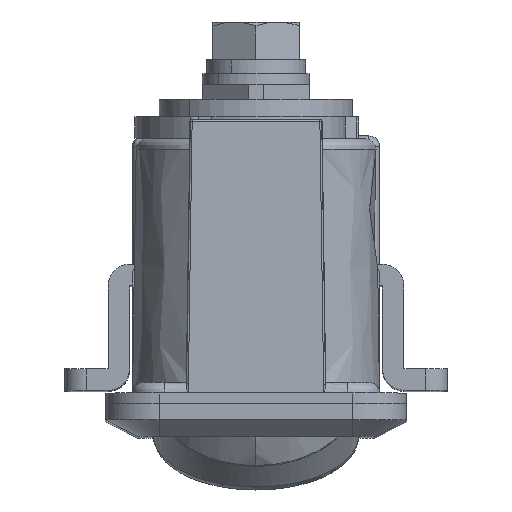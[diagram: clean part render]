
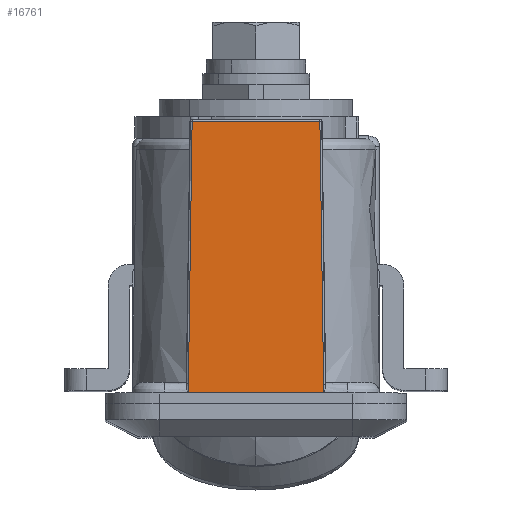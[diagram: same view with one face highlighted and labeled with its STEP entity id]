
A CAD part, top view. The second image highlights one B-rep face of the part: STEP entity #16761.
In plain terms, the highlighted free-form (B-spline) face has degree [1, 1] with [2, 2] control points.
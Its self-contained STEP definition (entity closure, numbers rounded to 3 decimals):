
#16484=CARTESIAN_POINT('',(5.936,26.255,10.88));
#16485=VERTEX_POINT('',#16484);
#16552=CARTESIAN_POINT('',(-5.935,26.255,10.88));
#16553=VERTEX_POINT('',#16552);
#16563=CARTESIAN_POINT('',(5.936,26.255,10.88));
#16564=CARTESIAN_POINT('',(-5.935,26.255,10.88));
#16565=QUASI_UNIFORM_CURVE('',1,(#16563,#16564),.UNSPECIFIED.,.F.,.U.);
#16566=EDGE_CURVE('',#16485,#16553,#16565,.T.);
#16587=CARTESIAN_POINT('',(6.293,1.049,11.499));
#16588=VERTEX_POINT('',#16587);
#16618=CARTESIAN_POINT('',(6.293,1.049,11.499));
#16619=CARTESIAN_POINT('',(5.936,26.255,10.88));
#16620=QUASI_UNIFORM_CURVE('',1,(#16618,#16619),.UNSPECIFIED.,.F.,.U.);
#16621=EDGE_CURVE('',#16588,#16485,#16620,.T.);
#16681=CARTESIAN_POINT('',(-6.292,1.049,11.499));
#16682=VERTEX_POINT('',#16681);
#16710=CARTESIAN_POINT('',(-5.935,26.255,10.88));
#16711=CARTESIAN_POINT('',(-6.292,1.049,11.499));
#16712=QUASI_UNIFORM_CURVE('',1,(#16710,#16711),.UNSPECIFIED.,.F.,.U.);
#16713=EDGE_CURVE('',#16553,#16682,#16712,.T.);
#16718=CARTESIAN_POINT('',(8.799,-0.261,11.531));
#16719=CARTESIAN_POINT('',(8.799,27.516,10.85));
#16720=CARTESIAN_POINT('',(-8.799,-0.261,11.531));
#16721=CARTESIAN_POINT('',(-8.799,27.516,10.85));
#16722=B_SPLINE_SURFACE_WITH_KNOTS('',1,1,((#16718,#16720),(#16719,#16721)),.UNSPECIFIED.,.F.,.F.,.U.,(2,2),(2,2),(0.0,27.786),(0.0,17.598),.UNSPECIFIED.);
#16723=ORIENTED_EDGE('',*,*,#16713,.T.);
#16724=CARTESIAN_POINT('',(-8.0,1.049,11.499));
#16725=VERTEX_POINT('',#16724);
#16726=CARTESIAN_POINT('',(-8.0,1.049,11.499));
#16727=CARTESIAN_POINT('',(-6.292,1.049,11.499));
#16728=QUASI_UNIFORM_CURVE('',1,(#16726,#16727),.UNSPECIFIED.,.F.,.U.);
#16729=EDGE_CURVE('',#16725,#16682,#16728,.T.);
#16730=ORIENTED_EDGE('',*,*,#16729,.F.);
#16731=CARTESIAN_POINT('',(-8.0,1.0,11.5));
#16732=VERTEX_POINT('',#16731);
#16733=CARTESIAN_POINT('',(-8.0,1.0,11.5));
#16734=CARTESIAN_POINT('',(-8.0,1.049,11.499));
#16735=QUASI_UNIFORM_CURVE('',1,(#16733,#16734),.UNSPECIFIED.,.F.,.U.);
#16736=EDGE_CURVE('',#16732,#16725,#16735,.T.);
#16737=ORIENTED_EDGE('',*,*,#16736,.F.);
#16738=CARTESIAN_POINT('',(8.0,1.0,11.5));
#16739=VERTEX_POINT('',#16738);
#16740=CARTESIAN_POINT('',(8.0,1.0,11.5));
#16741=CARTESIAN_POINT('',(-8.0,1.0,11.5));
#16742=QUASI_UNIFORM_CURVE('',1,(#16740,#16741),.UNSPECIFIED.,.F.,.U.);
#16743=EDGE_CURVE('',#16739,#16732,#16742,.T.);
#16744=ORIENTED_EDGE('',*,*,#16743,.F.);
#16745=CARTESIAN_POINT('',(8.0,1.049,11.499));
#16746=VERTEX_POINT('',#16745);
#16747=CARTESIAN_POINT('',(8.0,1.0,11.5));
#16748=CARTESIAN_POINT('',(8.0,1.049,11.499));
#16749=QUASI_UNIFORM_CURVE('',1,(#16747,#16748),.UNSPECIFIED.,.F.,.U.);
#16750=EDGE_CURVE('',#16739,#16746,#16749,.T.);
#16751=ORIENTED_EDGE('',*,*,#16750,.T.);
#16752=CARTESIAN_POINT('',(6.293,1.049,11.499));
#16753=CARTESIAN_POINT('',(8.0,1.049,11.499));
#16754=QUASI_UNIFORM_CURVE('',1,(#16752,#16753),.UNSPECIFIED.,.F.,.U.);
#16755=EDGE_CURVE('',#16588,#16746,#16754,.T.);
#16756=ORIENTED_EDGE('',*,*,#16755,.F.);
#16757=ORIENTED_EDGE('',*,*,#16621,.T.);
#16758=ORIENTED_EDGE('',*,*,#16566,.T.);
#16759=EDGE_LOOP('',(#16723,#16730,#16737,#16744,#16751,#16756,#16757,#16758));
#16760=FACE_OUTER_BOUND('',#16759,.T.);
#16761=ADVANCED_FACE('',(#16760),#16722,.T.);
